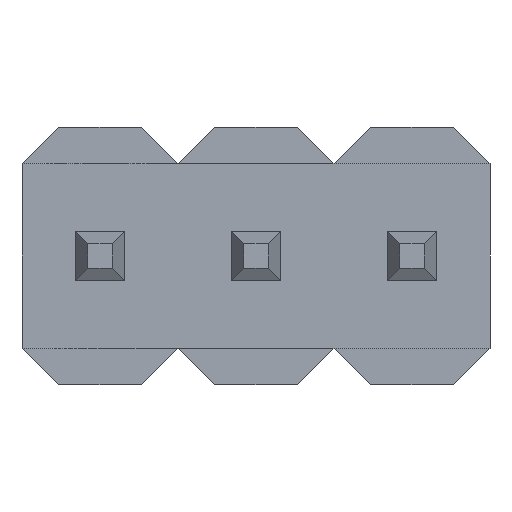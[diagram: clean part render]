
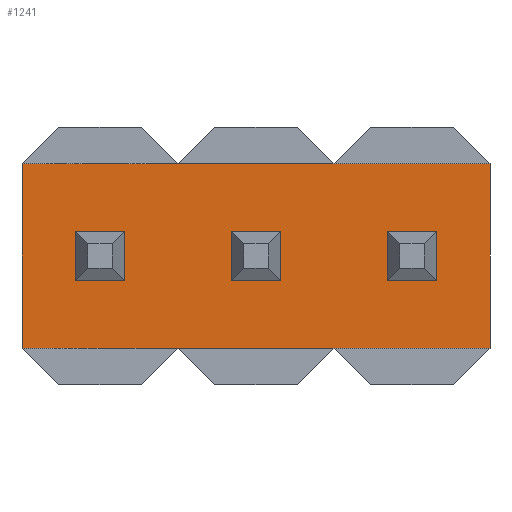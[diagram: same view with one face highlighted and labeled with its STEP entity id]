
A CAD part, front view. The second image highlights one B-rep face of the part: STEP entity #1241.
In plain terms, the highlighted planar face has unit normal (0, -1, 0).
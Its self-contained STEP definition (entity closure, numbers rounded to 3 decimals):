
#257=DIRECTION('',(1.,0.,0.));
#258=VECTOR('',#257,0.4);
#259=CARTESIAN_POINT('',(-0.2,-0.45,1.25));
#260=LINE('',#259,#258);
#264=DIRECTION('',(0.,0.,1.));
#265=VECTOR('',#264,0.4);
#266=CARTESIAN_POINT('',(-0.2,-0.45,0.85));
#267=LINE('',#266,#265);
#271=DIRECTION('',(-1.,0.,0.));
#272=VECTOR('',#271,0.4);
#273=CARTESIAN_POINT('',(0.2,-0.45,0.85));
#274=LINE('',#273,#272);
#278=DIRECTION('',(0.,0.,-1.));
#279=VECTOR('',#278,0.4);
#280=CARTESIAN_POINT('',(0.2,-0.45,1.25));
#281=LINE('',#280,#279);
#285=DIRECTION('',(1.,0.,0.));
#286=VECTOR('',#285,0.4);
#287=CARTESIAN_POINT('',(1.07,-0.45,1.25));
#288=LINE('',#287,#286);
#292=DIRECTION('',(0.,0.,1.));
#293=VECTOR('',#292,0.4);
#294=CARTESIAN_POINT('',(1.07,-0.45,0.85));
#295=LINE('',#294,#293);
#299=DIRECTION('',(-1.,0.,0.));
#300=VECTOR('',#299,0.4);
#301=CARTESIAN_POINT('',(1.47,-0.45,0.85));
#302=LINE('',#301,#300);
#306=DIRECTION('',(0.,0.,-1.));
#307=VECTOR('',#306,0.4);
#308=CARTESIAN_POINT('',(1.47,-0.45,1.25));
#309=LINE('',#308,#307);
#313=DIRECTION('',(1.,0.,0.));
#314=VECTOR('',#313,0.4);
#315=CARTESIAN_POINT('',(2.34,-0.45,1.25));
#316=LINE('',#315,#314);
#320=DIRECTION('',(0.,0.,1.));
#321=VECTOR('',#320,0.4);
#322=CARTESIAN_POINT('',(2.34,-0.45,0.85));
#323=LINE('',#322,#321);
#327=DIRECTION('',(-1.,0.,0.));
#328=VECTOR('',#327,0.4);
#329=CARTESIAN_POINT('',(2.74,-0.45,0.85));
#330=LINE('',#329,#328);
#334=DIRECTION('',(0.,0.,-1.));
#335=VECTOR('',#334,0.4);
#336=CARTESIAN_POINT('',(2.74,-0.45,1.25));
#337=LINE('',#336,#335);
#341=DIRECTION('',(-1.,0.,0.));
#342=VECTOR('',#341,1.27);
#343=CARTESIAN_POINT('',(3.175,-0.45,0.3));
#344=LINE('',#343,#342);
#348=DIRECTION('',(-1.,0.,0.));
#349=VECTOR('',#348,1.27);
#350=CARTESIAN_POINT('',(1.905,-0.45,0.3));
#351=LINE('',#350,#349);
#355=DIRECTION('',(-1.,0.,0.));
#356=VECTOR('',#355,1.27);
#357=CARTESIAN_POINT('',(0.635,-0.45,0.3));
#358=LINE('',#357,#356);
#488=DIRECTION('',(0.,0.,1.));
#489=VECTOR('',#488,1.5);
#490=CARTESIAN_POINT('',(3.175,-0.45,0.3));
#491=LINE('',#490,#489);
#502=DIRECTION('',(-1.,0.,0.));
#503=VECTOR('',#502,1.27);
#504=CARTESIAN_POINT('',(3.175,-0.45,1.8));
#505=LINE('',#504,#503);
#530=DIRECTION('',(-1.,0.,0.));
#531=VECTOR('',#530,1.27);
#532=CARTESIAN_POINT('',(1.905,-0.45,1.8));
#533=LINE('',#532,#531);
#705=DIRECTION('',(-1.,0.,0.));
#706=VECTOR('',#705,1.27);
#707=CARTESIAN_POINT('',(0.635,-0.45,1.8));
#708=LINE('',#707,#706);
#796=DIRECTION('',(0.,0.,1.));
#797=VECTOR('',#796,1.5);
#798=CARTESIAN_POINT('',(-0.635,-0.45,0.3));
#799=LINE('',#798,#797);
#867=CARTESIAN_POINT('',(-0.2,-0.45,1.25));
#868=CARTESIAN_POINT('',(0.2,-0.45,1.25));
#869=VERTEX_POINT('',#867);
#870=VERTEX_POINT('',#868);
#871=CARTESIAN_POINT('',(0.2,-0.45,0.85));
#872=VERTEX_POINT('',#871);
#873=CARTESIAN_POINT('',(-0.2,-0.45,0.85));
#874=VERTEX_POINT('',#873);
#885=CARTESIAN_POINT('',(-0.635,-0.45,1.8));
#886=VERTEX_POINT('',#885);
#901=CARTESIAN_POINT('',(-0.635,-0.45,0.3));
#902=VERTEX_POINT('',#901);
#908=CARTESIAN_POINT('',(1.07,-0.45,1.25));
#910=VERTEX_POINT('',#908);
#912=CARTESIAN_POINT('',(1.47,-0.45,1.25));
#914=VERTEX_POINT('',#912);
#916=CARTESIAN_POINT('',(1.47,-0.45,0.85));
#918=VERTEX_POINT('',#916);
#920=CARTESIAN_POINT('',(1.07,-0.45,0.85));
#922=VERTEX_POINT('',#920);
#924=CARTESIAN_POINT('',(2.34,-0.45,1.25));
#926=VERTEX_POINT('',#924);
#928=CARTESIAN_POINT('',(2.74,-0.45,1.25));
#930=VERTEX_POINT('',#928);
#932=CARTESIAN_POINT('',(2.74,-0.45,0.85));
#934=VERTEX_POINT('',#932);
#936=CARTESIAN_POINT('',(2.34,-0.45,0.85));
#938=VERTEX_POINT('',#936);
#939=CARTESIAN_POINT('',(0.635,-0.45,0.3));
#940=VERTEX_POINT('',#939);
#941=CARTESIAN_POINT('',(0.635,-0.45,1.8));
#942=VERTEX_POINT('',#941);
#971=CARTESIAN_POINT('',(1.905,-0.45,0.3));
#972=VERTEX_POINT('',#971);
#973=CARTESIAN_POINT('',(1.905,-0.45,1.8));
#974=VERTEX_POINT('',#973);
#979=CARTESIAN_POINT('',(3.175,-0.45,1.8));
#980=VERTEX_POINT('',#979);
#997=CARTESIAN_POINT('',(3.175,-0.45,0.3));
#998=VERTEX_POINT('',#997);
#1192=CARTESIAN_POINT('',(0.635,-0.45,0.3));
#1193=DIRECTION('',(0.,1.,0.));
#1194=DIRECTION('',(0.,0.,1.));
#1195=AXIS2_PLACEMENT_3D('',#1192,#1193,#1194);
#1196=PLANE('',#1195);
#1198=ORIENTED_EDGE('',*,*,#1197,.T.);
#1200=ORIENTED_EDGE('',*,*,#1199,.T.);
#1202=ORIENTED_EDGE('',*,*,#1201,.T.);
#1204=ORIENTED_EDGE('',*,*,#1203,.T.);
#1206=ORIENTED_EDGE('',*,*,#1205,.F.);
#1208=ORIENTED_EDGE('',*,*,#1207,.F.);
#1210=ORIENTED_EDGE('',*,*,#1209,.F.);
#1212=ORIENTED_EDGE('',*,*,#1211,.F.);
#1213=EDGE_LOOP('',(#1198,#1200,#1202,#1204,#1206,#1208,#1210,#1212));
#1214=FACE_OUTER_BOUND('',#1213,.F.);
#1216=ORIENTED_EDGE('',*,*,#1215,.F.);
#1218=ORIENTED_EDGE('',*,*,#1217,.F.);
#1220=ORIENTED_EDGE('',*,*,#1219,.F.);
#1222=ORIENTED_EDGE('',*,*,#1221,.F.);
#1223=EDGE_LOOP('',(#1216,#1218,#1220,#1222));
#1224=FACE_BOUND('',#1223,.F.);
#1226=ORIENTED_EDGE('',*,*,#1225,.F.);
#1228=ORIENTED_EDGE('',*,*,#1227,.F.);
#1230=ORIENTED_EDGE('',*,*,#1229,.F.);
#1232=ORIENTED_EDGE('',*,*,#1231,.F.);
#1233=EDGE_LOOP('',(#1226,#1228,#1230,#1232));
#1234=FACE_BOUND('',#1233,.F.);
#1235=ORIENTED_EDGE('',*,*,#1144,.F.);
#1236=ORIENTED_EDGE('',*,*,#1159,.F.);
#1237=ORIENTED_EDGE('',*,*,#1173,.F.);
#1238=ORIENTED_EDGE('',*,*,#1186,.F.);
#1239=EDGE_LOOP('',(#1235,#1236,#1237,#1238));
#1240=FACE_BOUND('',#1239,.F.);
#1241=ADVANCED_FACE('',(#1214,#1224,#1234,#1240),#1196,.F.);
#1144=EDGE_CURVE('',#869,#870,#260,.T.);
#1159=EDGE_CURVE('',#874,#869,#267,.T.);
#1173=EDGE_CURVE('',#872,#874,#274,.T.);
#1186=EDGE_CURVE('',#870,#872,#281,.T.);
#1197=EDGE_CURVE('',#998,#972,#344,.T.);
#1199=EDGE_CURVE('',#972,#940,#351,.T.);
#1201=EDGE_CURVE('',#940,#902,#358,.T.);
#1203=EDGE_CURVE('',#902,#886,#799,.T.);
#1205=EDGE_CURVE('',#942,#886,#708,.T.);
#1207=EDGE_CURVE('',#974,#942,#533,.T.);
#1209=EDGE_CURVE('',#980,#974,#505,.T.);
#1211=EDGE_CURVE('',#998,#980,#491,.T.);
#1215=EDGE_CURVE('',#910,#914,#288,.T.);
#1217=EDGE_CURVE('',#922,#910,#295,.T.);
#1219=EDGE_CURVE('',#918,#922,#302,.T.);
#1221=EDGE_CURVE('',#914,#918,#309,.T.);
#1225=EDGE_CURVE('',#926,#930,#316,.T.);
#1227=EDGE_CURVE('',#938,#926,#323,.T.);
#1229=EDGE_CURVE('',#934,#938,#330,.T.);
#1231=EDGE_CURVE('',#930,#934,#337,.T.);
